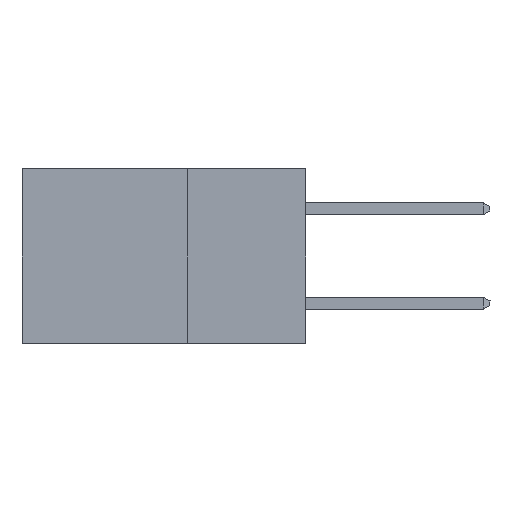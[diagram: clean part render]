
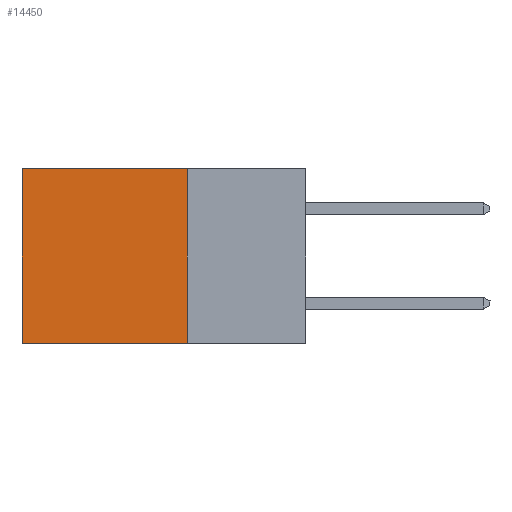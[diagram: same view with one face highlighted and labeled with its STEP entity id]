
A CAD part, left-side view. The second image highlights one B-rep face of the part: STEP entity #14450.
In plain terms, the highlighted planar face has unit normal (-1, 0, 0).
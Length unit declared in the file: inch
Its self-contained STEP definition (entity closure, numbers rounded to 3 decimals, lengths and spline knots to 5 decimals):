
#516 = VERTEX_POINT ( 'NONE', #2515 ) ;
#1077 = DIRECTION ( 'NONE',  ( 0., 0., -1. ) ) ;
#1142 = CARTESIAN_POINT ( 'NONE',  ( 0.2615, 0.6, -0.37 ) ) ;
#1435 = CARTESIAN_POINT ( 'NONE',  ( 0.2615, 0.6, 0. ) ) ;
#2029 = AXIS2_PLACEMENT_3D ( 'NONE', #3285, #3153, #3148 ) ;
#2244 = VERTEX_POINT ( 'NONE', #9052 ) ;
#2515 = CARTESIAN_POINT ( 'NONE',  ( 0.2615, 0.25, -0.37 ) ) ;
#2871 = DIRECTION ( 'NONE',  ( 0., 1., 0. ) ) ;
#2996 = CARTESIAN_POINT ( 'NONE',  ( 0.2615, 0.25, -0.37 ) ) ;
#3148 = DIRECTION ( 'NONE',  ( 0., 0., -1. ) ) ;
#3153 = DIRECTION ( 'NONE',  ( 1., 0., 0. ) ) ;
#3261 = PLANE ( 'NONE',  #2029 ) ;
#3285 = CARTESIAN_POINT ( 'NONE',  ( 0.2615, 0.25, -0.37 ) ) ;
#3717 = ORIENTED_EDGE ( 'NONE', *, *, #6920, .T. ) ;
#4340 = LINE ( 'NONE', #2996, #14231 ) ;
#4389 = FACE_OUTER_BOUND ( 'NONE', #7627, .T. ) ;
#4428 = VECTOR ( 'NONE', #1077, 39.37008 ) ;
#4518 = ORIENTED_EDGE ( 'NONE', *, *, #6722, .F. ) ;
#6722 = EDGE_CURVE ( 'NONE', #2244, #516, #13937, .T. ) ;
#6920 = EDGE_CURVE ( 'NONE', #2244, #12356, #14509, .T. ) ;
#6988 = ORIENTED_EDGE ( 'NONE', *, *, #15802, .F. ) ;
#7627 = EDGE_LOOP ( 'NONE', ( #9007, #6988, #4518, #3717 ) ) ;
#7954 = EDGE_CURVE ( 'NONE', #12356, #15252, #14706, .T. ) ;
#8939 = CARTESIAN_POINT ( 'NONE',  ( 0.2615, 0.25, 0. ) ) ;
#9007 = ORIENTED_EDGE ( 'NONE', *, *, #7954, .T. ) ;
#9052 = CARTESIAN_POINT ( 'NONE',  ( 0.2615, 0.25, 0. ) ) ;
#9054 = DIRECTION ( 'NONE',  ( 0., 1., 0. ) ) ;
#10635 = VECTOR ( 'NONE', #10672, 39.37008 ) ;
#10645 = CARTESIAN_POINT ( 'NONE',  ( 0.2615, 0.25, -0.37 ) ) ;
#10672 = DIRECTION ( 'NONE',  ( 0., 0., -1. ) ) ;
#12356 = VERTEX_POINT ( 'NONE', #1435 ) ;
#13937 = LINE ( 'NONE', #10645, #10635 ) ;
#14118 = VECTOR ( 'NONE', #9054, 39.37008 ) ;
#14231 = VECTOR ( 'NONE', #2871, 39.37008 ) ;
#14450 = ADVANCED_FACE ( 'NONE', ( #4389 ), #3261, .F. ) ;
#14509 = LINE ( 'NONE', #8939, #14118 ) ;
#14537 = CARTESIAN_POINT ( 'NONE',  ( 0.2615, 0.6, -0.37 ) ) ;
#14706 = LINE ( 'NONE', #1142, #4428 ) ;
#15252 = VERTEX_POINT ( 'NONE', #14537 ) ;
#15802 = EDGE_CURVE ( 'NONE', #516, #15252, #4340, .T. ) ;
